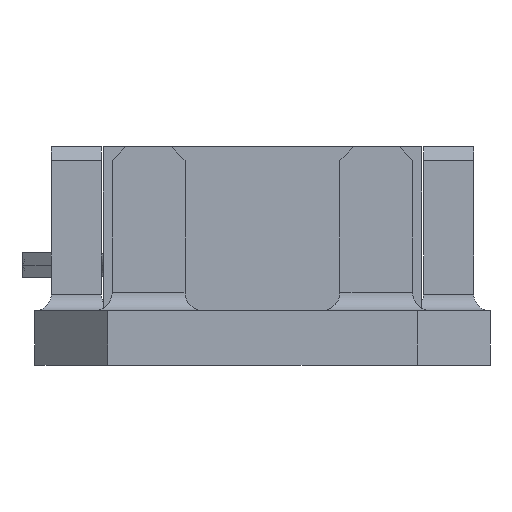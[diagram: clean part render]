
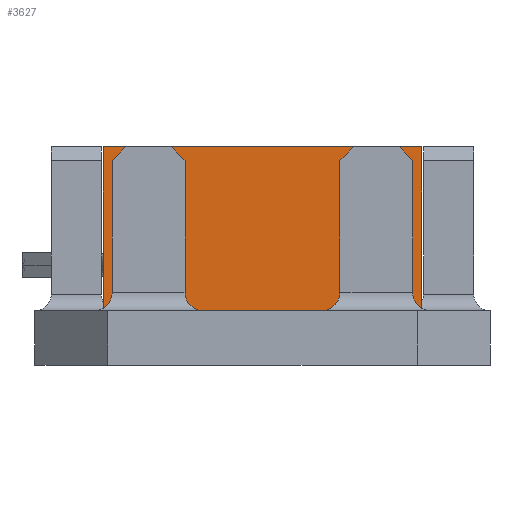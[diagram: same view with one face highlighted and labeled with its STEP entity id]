
A CAD part, left-side view. The second image highlights one B-rep face of the part: STEP entity #3627.
In plain terms, the highlighted planar face has unit normal (-1, 0, 0).
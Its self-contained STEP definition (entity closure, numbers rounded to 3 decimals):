
#3591=AXIS2_PLACEMENT_3D('Plane Axis2P3D',#3588,#3589,#3590) ;
#3588=CARTESIAN_POINT('Axis2P3D Location',(-52.5,-17.5,0.)) ;
#3593=CARTESIAN_POINT('Line Origine',(-52.5,17.5,9.)) ;
#3597=CARTESIAN_POINT('Vertex',(-52.5,17.5,0.)) ;
#3599=CARTESIAN_POINT('Vertex',(-52.5,17.5,18.)) ;
#3602=CARTESIAN_POINT('Line Origine',(-52.5,0.,0.)) ;
#3606=CARTESIAN_POINT('Vertex',(-52.5,-17.5,0.)) ;
#3609=CARTESIAN_POINT('Line Origine',(-52.5,-17.5,9.)) ;
#3613=CARTESIAN_POINT('Vertex',(-52.5,-17.5,18.)) ;
#3616=CARTESIAN_POINT('Line Origine',(-52.5,0.,18.)) ;
#3589=DIRECTION('Axis2P3D Direction',(1.,0.,0.)) ;
#3590=DIRECTION('Axis2P3D XDirection',(0.,1.,0.)) ;
#3594=DIRECTION('Vector Direction',(0.,0.,1.)) ;
#3603=DIRECTION('Vector Direction',(0.,1.,0.)) ;
#3610=DIRECTION('Vector Direction',(0.,0.,1.)) ;
#3617=DIRECTION('Vector Direction',(0.,1.,0.)) ;
#3595=VECTOR('Line Direction',#3594,1.) ;
#3604=VECTOR('Line Direction',#3603,1.) ;
#3611=VECTOR('Line Direction',#3610,1.) ;
#3618=VECTOR('Line Direction',#3617,1.) ;
#3622=ORIENTED_EDGE('',*,*,#3601,.F.) ;
#3623=ORIENTED_EDGE('',*,*,#3608,.T.) ;
#3624=ORIENTED_EDGE('',*,*,#3615,.T.) ;
#3625=ORIENTED_EDGE('',*,*,#3620,.F.) ;
#3627=ADVANCED_FACE('BATERIA',(#3626),#3592,.F.) ;
#3601=EDGE_CURVE('',#3598,#3600,#3596,.T.) ;
#3608=EDGE_CURVE('',#3598,#3607,#3605,.F.) ;
#3615=EDGE_CURVE('',#3607,#3614,#3612,.T.) ;
#3620=EDGE_CURVE('',#3600,#3614,#3619,.F.) ;
#3621=EDGE_LOOP('',(#3622,#3623,#3624,#3625)) ;
#3626=FACE_OUTER_BOUND('',#3621,.T.) ;
#3596=LINE('Line',#3593,#3595) ;
#3605=LINE('Line',#3602,#3604) ;
#3612=LINE('Line',#3609,#3611) ;
#3619=LINE('Line',#3616,#3618) ;
#3592=PLANE('',#3591) ;
#3598=VERTEX_POINT('',#3597) ;
#3600=VERTEX_POINT('',#3599) ;
#3607=VERTEX_POINT('',#3606) ;
#3614=VERTEX_POINT('',#3613) ;
